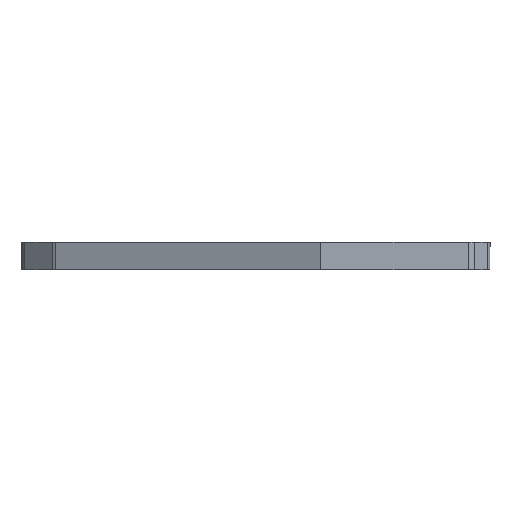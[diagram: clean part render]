
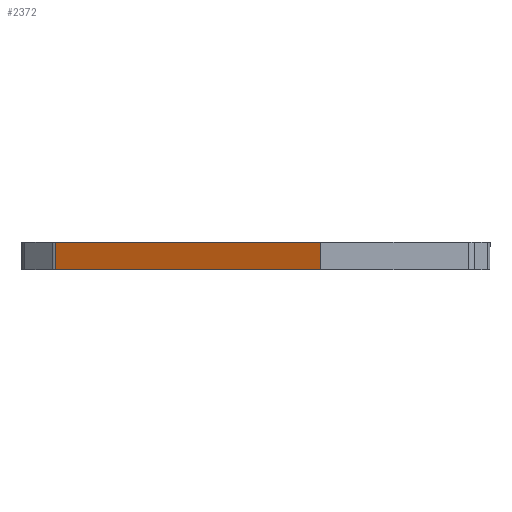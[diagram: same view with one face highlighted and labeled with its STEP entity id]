
A CAD part, left-side view. The second image highlights one B-rep face of the part: STEP entity #2372.
In plain terms, the highlighted planar face has unit normal (-0.919, 0.395, 0).
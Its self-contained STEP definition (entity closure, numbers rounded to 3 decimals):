
#27 = DIRECTION ( 'NONE',  ( 0., 0., -1. ) ) ;
#46 = EDGE_LOOP ( 'NONE', ( #1339, #2489, #132, #1555 ) ) ;
#117 = EDGE_CURVE ( 'NONE', #1615, #1157, #1713, .T. ) ;
#132 = ORIENTED_EDGE ( 'NONE', *, *, #2257, .T. ) ;
#189 = CARTESIAN_POINT ( 'NONE',  ( -30.2, -12.5, -3. ) ) ;
#224 = CARTESIAN_POINT ( 'NONE',  ( -17.586, 16.813, 0. ) ) ;
#290 = CARTESIAN_POINT ( 'NONE',  ( -17.586, 16.813, -3. ) ) ;
#332 = DIRECTION ( 'NONE',  ( -0.395, -0.919, 0. ) ) ;
#483 = DIRECTION ( 'NONE',  ( 0., 0., -1. ) ) ;
#503 = LINE ( 'NONE', #1715, #2579 ) ;
#662 = AXIS2_PLACEMENT_3D ( 'NONE', #783, #2408, #1410 ) ;
#761 = EDGE_CURVE ( 'NONE', #1615, #1887, #777, .T. ) ;
#777 = LINE ( 'NONE', #1417, #807 ) ;
#783 = CARTESIAN_POINT ( 'NONE',  ( -30.2, -12.5, 12. ) ) ;
#807 = VECTOR ( 'NONE', #27, 1000. ) ;
#970 = CARTESIAN_POINT ( 'NONE',  ( -30.2, -12.5, 0. ) ) ;
#1155 = DIRECTION ( 'NONE',  ( 0.395, 0.919, 0. ) ) ;
#1157 = VERTEX_POINT ( 'NONE', #224 ) ;
#1212 = FACE_OUTER_BOUND ( 'NONE', #46, .T. ) ;
#1253 = CARTESIAN_POINT ( 'NONE',  ( -17.586, 16.813, -3. ) ) ;
#1339 = ORIENTED_EDGE ( 'NONE', *, *, #117, .T. ) ;
#1410 = DIRECTION ( 'NONE',  ( 0.395, 0.919, 0. ) ) ;
#1417 = CARTESIAN_POINT ( 'NONE',  ( -30.2, -12.5, 12. ) ) ;
#1555 = ORIENTED_EDGE ( 'NONE', *, *, #761, .F. ) ;
#1615 = VERTEX_POINT ( 'NONE', #970 ) ;
#1680 = EDGE_CURVE ( 'NONE', #1157, #2502, #2310, .T. ) ;
#1713 = LINE ( 'NONE', #2518, #2115 ) ;
#1715 = CARTESIAN_POINT ( 'NONE',  ( -30.2, -12.5, -3. ) ) ;
#1887 = VERTEX_POINT ( 'NONE', #189 ) ;
#2115 = VECTOR ( 'NONE', #1155, 1000. ) ;
#2257 = EDGE_CURVE ( 'NONE', #2502, #1887, #503, .T. ) ;
#2310 = LINE ( 'NONE', #290, #2485 ) ;
#2372 = ADVANCED_FACE ( 'NONE', ( #1212 ), #2420, .F. ) ;
#2408 = DIRECTION ( 'NONE',  ( 0.919, -0.395, 0. ) ) ;
#2420 = PLANE ( 'NONE',  #662 ) ;
#2485 = VECTOR ( 'NONE', #483, 1000. ) ;
#2489 = ORIENTED_EDGE ( 'NONE', *, *, #1680, .T. ) ;
#2502 = VERTEX_POINT ( 'NONE', #1253 ) ;
#2518 = CARTESIAN_POINT ( 'NONE',  ( -20.943, 9.012, 0. ) ) ;
#2579 = VECTOR ( 'NONE', #332, 1000. ) ;
